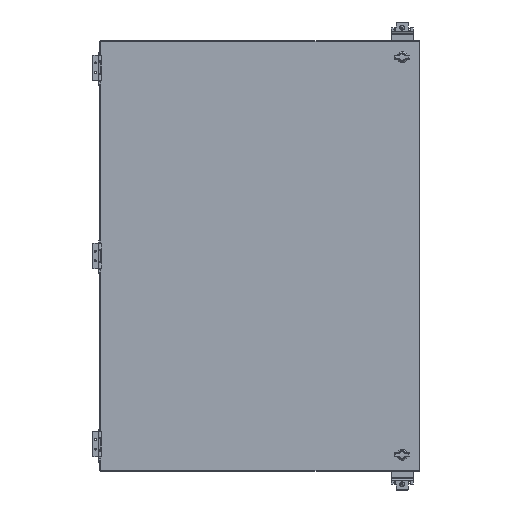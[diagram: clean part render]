
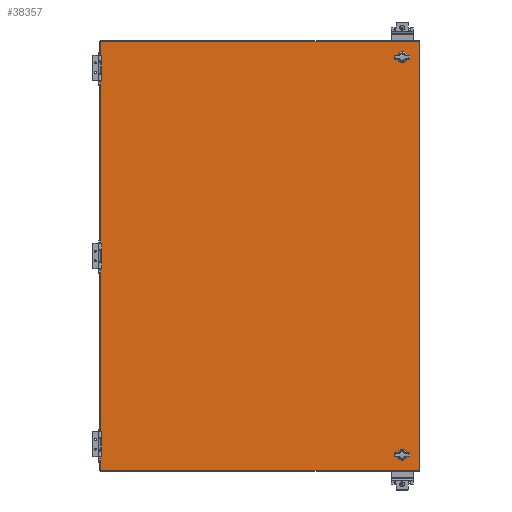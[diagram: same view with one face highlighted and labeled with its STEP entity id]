
A CAD part, top view. The second image highlights one B-rep face of the part: STEP entity #38357.
In plain terms, the highlighted planar face has unit normal (0, 0, 1).
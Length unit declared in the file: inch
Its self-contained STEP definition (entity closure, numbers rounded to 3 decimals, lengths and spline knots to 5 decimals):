
#3257 = ORIENTED_EDGE ( 'NONE', *, *, #15352, .T. ) ;
#6306 = EDGE_CURVE ( 'NONE', #26489, #11989, #12846, .T. ) ;
#10617 = CARTESIAN_POINT ( 'NONE',  ( -16.2915, 0., 0. ) ) ;
#11989 = VERTEX_POINT ( 'NONE', #28168 ) ;
#12286 = EDGE_CURVE ( 'NONE', #43941, #26489, #35624, .T. ) ;
#12491 = EDGE_LOOP ( 'NONE', ( #3257, #48120, #31080, #47974 ) ) ;
#12846 = LINE ( 'NONE', #43617, #41217 ) ;
#15352 = EDGE_CURVE ( 'NONE', #11989, #15451, #44669, .T. ) ;
#15451 = VERTEX_POINT ( 'NONE', #31170 ) ;
#15923 = CARTESIAN_POINT ( 'NONE',  ( 16.2915, -21.94, 0. ) ) ;
#18698 = CARTESIAN_POINT ( 'NONE',  ( 16.2915, 21.94, 0. ) ) ;
#19617 = AXIS2_PLACEMENT_3D ( 'NONE', #31220, #26712, #41943 ) ;
#24371 = DIRECTION ( 'NONE',  ( -1., 0., 0. ) ) ;
#25883 = CARTESIAN_POINT ( 'NONE',  ( 0., -21.94, 0. ) ) ;
#26489 = VERTEX_POINT ( 'NONE', #18698 ) ;
#26712 = DIRECTION ( 'NONE',  ( 0., 0., -1. ) ) ;
#28168 = CARTESIAN_POINT ( 'NONE',  ( -16.2915, 21.94, 0. ) ) ;
#28779 = EDGE_CURVE ( 'NONE', #15451, #43941, #36648, .T. ) ;
#30970 = PLANE ( 'NONE',  #19617 ) ;
#31080 = ORIENTED_EDGE ( 'NONE', *, *, #12286, .T. ) ;
#31170 = CARTESIAN_POINT ( 'NONE',  ( -16.2915, -21.94, 0. ) ) ;
#31220 = CARTESIAN_POINT ( 'NONE',  ( 0., 0., 0. ) ) ;
#34886 = DIRECTION ( 'NONE',  ( 0., 1., 0. ) ) ;
#35624 = LINE ( 'NONE', #39127, #49260 ) ;
#36648 = LINE ( 'NONE', #25883, #39493 ) ;
#38357 = ADVANCED_FACE ( 'NONE', ( #46456 ), #30970, .F. ) ;
#39127 = CARTESIAN_POINT ( 'NONE',  ( 16.2915, 0., 0. ) ) ;
#39493 = VECTOR ( 'NONE', #41114, 39.37008 ) ;
#41114 = DIRECTION ( 'NONE',  ( 1., 0., 0. ) ) ;
#41217 = VECTOR ( 'NONE', #24371, 39.37008 ) ;
#41491 = VECTOR ( 'NONE', #47939, 39.37008 ) ;
#41943 = DIRECTION ( 'NONE',  ( -1., 0., 0. ) ) ;
#43617 = CARTESIAN_POINT ( 'NONE',  ( 0., 21.94, 0. ) ) ;
#43941 = VERTEX_POINT ( 'NONE', #15923 ) ;
#44669 = LINE ( 'NONE', #10617, #41491 ) ;
#46456 = FACE_OUTER_BOUND ( 'NONE', #12491, .T. ) ;
#47939 = DIRECTION ( 'NONE',  ( 0., -1., 0. ) ) ;
#47974 = ORIENTED_EDGE ( 'NONE', *, *, #6306, .T. ) ;
#48120 = ORIENTED_EDGE ( 'NONE', *, *, #28779, .T. ) ;
#49260 = VECTOR ( 'NONE', #34886, 39.37008 ) ;
